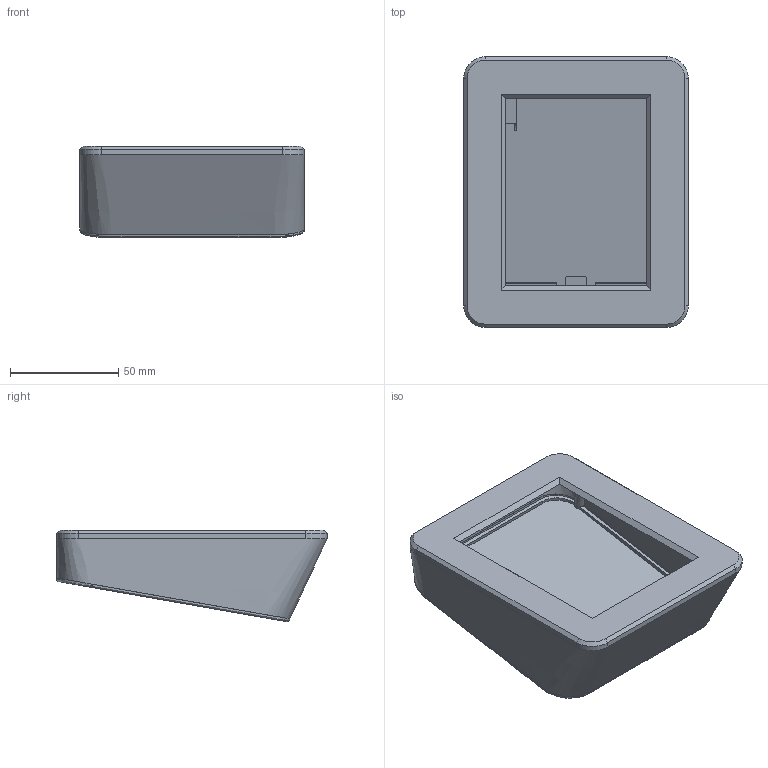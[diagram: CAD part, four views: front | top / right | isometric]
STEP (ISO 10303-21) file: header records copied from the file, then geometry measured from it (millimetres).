
FILE_DESCRIPTION(/* description */ ('','CAx-IF Rec.Pracs.---Representation and Presentation of Product Manufacturing Information (PMI)---4.0---2014-10-13'),/* implementation_level */ '2;1');
FILE_NAME(/* name */ '',/* time_stamp */ '2025-01-15T17:56:58+03:00',/* author */ (''),/* organization */ (''),/* preprocessor_version */ 'ST-DEVELOPER v20',/* originating_system */ 'Autodesk Translation Framework v13.20.0.188',/* authorisation */ '');
FILE_SCHEMA (('AP242_MANAGED_MODEL_BASED_3D_ENGINEERING_MIM_LF { 1 0 10303 442 1 1 4 }'));
Length unit declared in the file: millimetre
Products named in the file (1): Volna42 - корпус
Bounding box: 103.5 x 124.94 x 42.23 mm (x, y, z)
Volume: 70641.4 mm3; surface area: 66074.7 mm2
Topology: 2 solids, 2 shells, 457 faces, 1217 edges, 798 vertices
Faces by surface type: plane 238, bspline 129, cylinder 70, torus 12, cone 8
Full cylindrical faces by diameter (mm): 2 x8, 2.6 x4
Entity records: 20925 total; most frequent: CARTESIAN_POINT 10314, ORIENTED_EDGE 2426, DIRECTION 1744, EDGE_CURVE 1213, VERTEX_POINT 796, LINE 750, VECTOR 750, EDGE_LOOP 511
